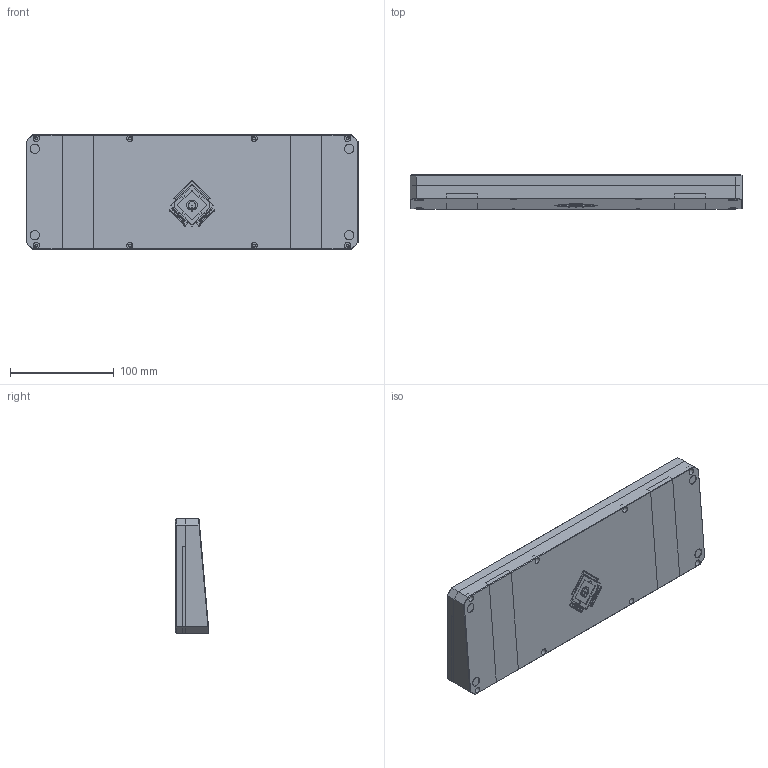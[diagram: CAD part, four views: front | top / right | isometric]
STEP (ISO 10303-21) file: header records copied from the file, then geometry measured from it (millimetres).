
FILE_DESCRIPTION(/* description */ (''),/* implementation_level */ '2;1');
FILE_NAME(/* name */ 'Fix 90 Degree.step',/* time_stamp */ '2020-04-09T02:41:22-07:00',/* author */ (''),/* organization */ (''),/* preprocessor_version */ 'ST-DEVELOPER v18',/* originating_system */ 'Autodesk Translation Framework v8.12.0.6',/* authorisation */ '');
FILE_SCHEMA (('AUTOMOTIVE_DESIGN { 1 0 10303 214 3 1 1 }'));
Length unit declared in the file: millimetre
Products named in the file (1): KBD67 MKII 5 Degree (v5~recovered)
Bounding box: 319.77 x 32.7 x 110.22 mm (x, y, z)
Volume: 526757.9 mm3; surface area: 182603.2 mm2
Topology: 5 solids, 5 shells, 1094 faces, 3078 edges, 2048 vertices
Faces by surface type: plane 588, cylinder 492, cone 14
Full cylindrical faces by diameter (mm): 1.623 x8, 2 x8, 2.529 x12, 3 x16, 6 x8, 9 x4
Entity records: 35995 total; most frequent: DIRECTION 6286, CARTESIAN_POINT 6221, ORIENTED_EDGE 6156, EDGE_CURVE 3078, AXIS2_PLACEMENT_3D 2113, LINE 2060, VECTOR 2060, VERTEX_POINT 2048
